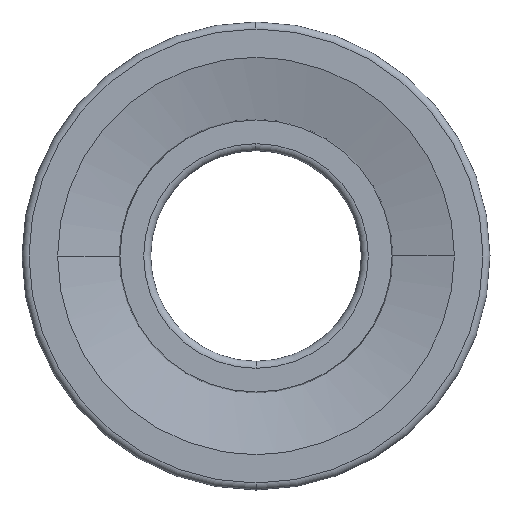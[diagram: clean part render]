
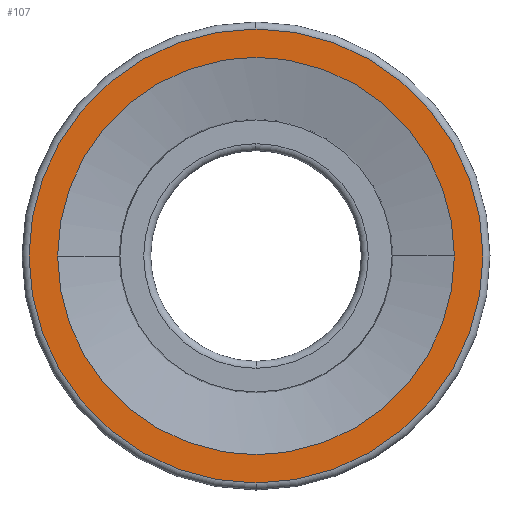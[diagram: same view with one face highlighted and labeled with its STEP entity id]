
A CAD part, left-side view. The second image highlights one B-rep face of the part: STEP entity #107.
In plain terms, the highlighted planar face has unit normal (-1, 0, 0).
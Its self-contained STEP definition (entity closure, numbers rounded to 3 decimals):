
#107=ADVANCED_FACE('',(#203,#204),#205,.T.);
#203=FACE_OUTER_BOUND('',#316,.T.);
#204=FACE_BOUND('',#317,.T.);
#205=PLANE('',#318);
#316=EDGE_LOOP('',(#656,#657,#658));
#317=EDGE_LOOP('',(#659,#660,#661));
#318=AXIS2_PLACEMENT_3D('',#662,#663,#664);
#656=ORIENTED_EDGE('',*,*,#876,.F.);
#657=ORIENTED_EDGE('',*,*,#875,.F.);
#658=ORIENTED_EDGE('',*,*,#903,.F.);
#659=ORIENTED_EDGE('',*,*,#907,.T.);
#660=ORIENTED_EDGE('',*,*,#858,.T.);
#661=ORIENTED_EDGE('',*,*,#908,.T.);
#662=CARTESIAN_POINT('',(0.,45.443,0.0));
#663=DIRECTION('',(-1.0,0.,0.0));
#664=DIRECTION('',(0.,-1.0,0.0));
#858=EDGE_CURVE('',#1040,#1037,#1041,.T.);
#875=EDGE_CURVE('',#1071,#1074,#1075,.T.);
#876=EDGE_CURVE('',#1074,#1076,#1077,.T.);
#903=EDGE_CURVE('',#1076,#1071,#1114,.T.);
#907=EDGE_CURVE('',#1119,#1040,#1120,.T.);
#908=EDGE_CURVE('',#1037,#1119,#1121,.T.);
#1037=VERTEX_POINT('',#1286);
#1040=VERTEX_POINT('',#1289);
#1041=CIRCLE('',#1290,42.386);
#1071=VERTEX_POINT('',#1322);
#1074=VERTEX_POINT('',#1325);
#1075=CIRCLE('',#1326,48.5);
#1076=VERTEX_POINT('',#1327);
#1077=CIRCLE('',#1328,48.5);
#1114=CIRCLE('',#1441,48.5);
#1119=VERTEX_POINT('',#1446);
#1120=CIRCLE('',#1447,42.386);
#1121=CIRCLE('',#1448,42.386);
#1286=CARTESIAN_POINT('',(0.,0.,-42.386));
#1289=CARTESIAN_POINT('',(0.,0.,42.386));
#1290=AXIS2_PLACEMENT_3D('',#1676,#1677,#1678);
#1322=CARTESIAN_POINT('',(0.0,0.,-48.5));
#1325=CARTESIAN_POINT('',(0.0,48.5,0.0));
#1326=AXIS2_PLACEMENT_3D('',#1723,#1724,#1725);
#1327=CARTESIAN_POINT('',(0.0,0.,48.5));
#1328=AXIS2_PLACEMENT_3D('',#1726,#1727,#1728);
#1441=AXIS2_PLACEMENT_3D('',#1780,#1781,#1782);
#1446=CARTESIAN_POINT('',(0.,42.386,0.0));
#1447=AXIS2_PLACEMENT_3D('',#1792,#1793,#1794);
#1448=AXIS2_PLACEMENT_3D('',#1795,#1796,#1797);
#1676=CARTESIAN_POINT('',(0.,0.0,0.0));
#1677=DIRECTION('',(1.0,0.0,0.0));
#1678=DIRECTION('',(0.0,1.0,0.0));
#1723=CARTESIAN_POINT('',(0.0,0.0,0.0));
#1724=DIRECTION('',(1.0,0.0,0.0));
#1725=DIRECTION('',(0.0,1.0,0.0));
#1726=CARTESIAN_POINT('',(0.0,0.0,0.0));
#1727=DIRECTION('',(1.0,0.0,0.0));
#1728=DIRECTION('',(0.0,1.0,0.0));
#1780=CARTESIAN_POINT('',(0.0,0.0,0.0));
#1781=DIRECTION('',(1.0,0.0,0.0));
#1782=DIRECTION('',(0.0,1.0,0.0));
#1792=CARTESIAN_POINT('',(0.,0.0,0.0));
#1793=DIRECTION('',(1.0,0.0,0.0));
#1794=DIRECTION('',(0.0,1.0,0.0));
#1795=CARTESIAN_POINT('',(0.,0.0,0.0));
#1796=DIRECTION('',(1.0,0.0,0.0));
#1797=DIRECTION('',(0.0,1.0,0.0));
